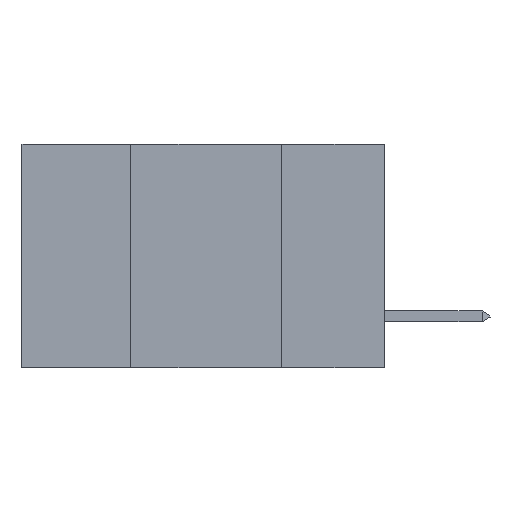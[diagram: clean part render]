
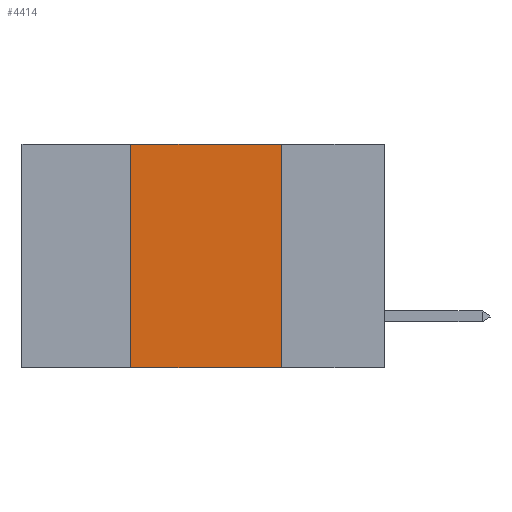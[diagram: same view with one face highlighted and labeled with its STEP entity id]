
A CAD part, left-side view. The second image highlights one B-rep face of the part: STEP entity #4414.
In plain terms, the highlighted planar face has unit normal (-1, 0, 0).
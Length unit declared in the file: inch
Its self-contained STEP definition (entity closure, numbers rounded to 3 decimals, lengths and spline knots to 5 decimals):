
#257 = PLANE ( 'NONE',  #12244 ) ;
#1979 = VECTOR ( 'NONE', #12554, 39.37008 ) ;
#2054 = DIRECTION ( 'NONE',  ( 0., 0., -1. ) ) ;
#3340 = DIRECTION ( 'NONE',  ( 0., 0., -1. ) ) ;
#3440 = VERTEX_POINT ( 'NONE', #8243 ) ;
#4414 = ADVANCED_FACE ( 'NONE', ( #24812 ), #257, .F. ) ;
#5457 = ORIENTED_EDGE ( 'NONE', *, *, #8903, .F. ) ;
#5593 = ORIENTED_EDGE ( 'NONE', *, *, #6415, .T. ) ;
#6415 = EDGE_CURVE ( 'NONE', #7849, #3440, #13290, .T. ) ;
#7849 = VERTEX_POINT ( 'NONE', #14062 ) ;
#7960 = VERTEX_POINT ( 'NONE', #15740 ) ;
#8243 = CARTESIAN_POINT ( 'NONE',  ( 0., 0.17, -0.37 ) ) ;
#8903 = EDGE_CURVE ( 'NONE', #7849, #7960, #16219, .T. ) ;
#9409 = VERTEX_POINT ( 'NONE', #15608 ) ;
#12244 = AXIS2_PLACEMENT_3D ( 'NONE', #13675, #21676, #2054 ) ;
#12326 = LINE ( 'NONE', #18072, #17464 ) ;
#12554 = DIRECTION ( 'NONE',  ( 0., 0., 1. ) ) ;
#13290 = LINE ( 'NONE', #17960, #17812 ) ;
#13675 = CARTESIAN_POINT ( 'NONE',  ( 0., 0.6, 0. ) ) ;
#14062 = CARTESIAN_POINT ( 'NONE',  ( 0., 0.42, -0.37 ) ) ;
#14068 = DIRECTION ( 'NONE',  ( 0., -1., 0. ) ) ;
#14843 = CARTESIAN_POINT ( 'NONE',  ( 0., 0.17, 0. ) ) ;
#14934 = EDGE_CURVE ( 'NONE', #7960, #9409, #12326, .T. ) ;
#15608 = CARTESIAN_POINT ( 'NONE',  ( 0., 0.17, 0. ) ) ;
#15740 = CARTESIAN_POINT ( 'NONE',  ( 0., 0.42, 0. ) ) ;
#16219 = LINE ( 'NONE', #19901, #1979 ) ;
#16914 = LINE ( 'NONE', #14843, #20210 ) ;
#17464 = VECTOR ( 'NONE', #19949, 39.37008 ) ;
#17812 = VECTOR ( 'NONE', #14068, 39.37008 ) ;
#17960 = CARTESIAN_POINT ( 'NONE',  ( 0., 0.6, -0.37 ) ) ;
#18072 = CARTESIAN_POINT ( 'NONE',  ( 0., 0.6, 0. ) ) ;
#19275 = EDGE_LOOP ( 'NONE', ( #21541, #22730, #5457, #5593 ) ) ;
#19901 = CARTESIAN_POINT ( 'NONE',  ( 0., 0.42, 0. ) ) ;
#19949 = DIRECTION ( 'NONE',  ( 0., -1., 0. ) ) ;
#20210 = VECTOR ( 'NONE', #3340, 39.37008 ) ;
#21541 = ORIENTED_EDGE ( 'NONE', *, *, #23139, .F. ) ;
#21676 = DIRECTION ( 'NONE',  ( 1., 0., 0. ) ) ;
#22730 = ORIENTED_EDGE ( 'NONE', *, *, #14934, .F. ) ;
#23139 = EDGE_CURVE ( 'NONE', #9409, #3440, #16914, .T. ) ;
#24812 = FACE_OUTER_BOUND ( 'NONE', #19275, .T. ) ;
